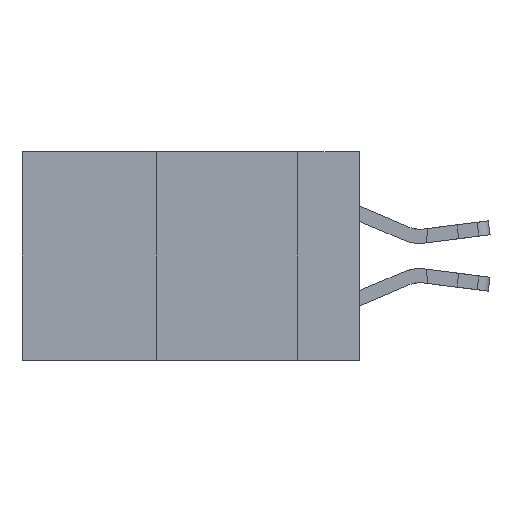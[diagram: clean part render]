
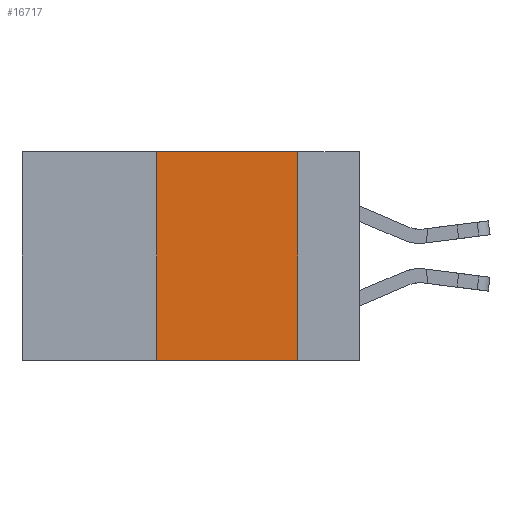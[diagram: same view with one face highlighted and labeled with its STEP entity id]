
A CAD part, left-side view. The second image highlights one B-rep face of the part: STEP entity #16717.
In plain terms, the highlighted planar face has unit normal (-1, 0, 0).
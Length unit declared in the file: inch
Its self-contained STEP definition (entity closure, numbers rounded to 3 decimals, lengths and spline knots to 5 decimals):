
#841 = VERTEX_POINT ( 'NONE', #9683 ) ;
#1108 = VECTOR ( 'NONE', #18839, 39.37008 ) ;
#1653 = FACE_OUTER_BOUND ( 'NONE', #19577, .T. ) ;
#1891 = CARTESIAN_POINT ( 'NONE',  ( 0., 0.36, 0. ) ) ;
#1893 = ORIENTED_EDGE ( 'NONE', *, *, #11333, .F. ) ;
#2503 = VECTOR ( 'NONE', #9690, 39.37008 ) ;
#2721 = CARTESIAN_POINT ( 'NONE',  ( 0., 0.36, 0. ) ) ;
#4846 = CARTESIAN_POINT ( 'NONE',  ( 0., 0.6, 0. ) ) ;
#4902 = VERTEX_POINT ( 'NONE', #18890 ) ;
#5347 = AXIS2_PLACEMENT_3D ( 'NONE', #7977, #14301, #14200 ) ;
#5494 = ORIENTED_EDGE ( 'NONE', *, *, #5854, .F. ) ;
#5530 = VECTOR ( 'NONE', #12642, 39.37008 ) ;
#5854 = EDGE_CURVE ( 'NONE', #841, #9564, #15243, .T. ) ;
#6297 = PLANE ( 'NONE',  #5347 ) ;
#6372 = LINE ( 'NONE', #12927, #19496 ) ;
#7445 = CARTESIAN_POINT ( 'NONE',  ( 0., 0.11, 0. ) ) ;
#7977 = CARTESIAN_POINT ( 'NONE',  ( 0., 0.6, 0. ) ) ;
#9564 = VERTEX_POINT ( 'NONE', #12661 ) ;
#9683 = CARTESIAN_POINT ( 'NONE',  ( 0., 0.11, 0. ) ) ;
#9690 = DIRECTION ( 'NONE',  ( 0., -1., 0. ) ) ;
#11053 = VERTEX_POINT ( 'NONE', #1891 ) ;
#11333 = EDGE_CURVE ( 'NONE', #4902, #11053, #17379, .T. ) ;
#12191 = EDGE_CURVE ( 'NONE', #11053, #841, #19283, .T. ) ;
#12642 = DIRECTION ( 'NONE',  ( 0., 0., 1. ) ) ;
#12661 = CARTESIAN_POINT ( 'NONE',  ( 0., 0.11, -0.37 ) ) ;
#12927 = CARTESIAN_POINT ( 'NONE',  ( 0., 0.6, -0.37 ) ) ;
#14200 = DIRECTION ( 'NONE',  ( 0., 0., -1. ) ) ;
#14301 = DIRECTION ( 'NONE',  ( 1., 0., 0. ) ) ;
#15243 = LINE ( 'NONE', #7445, #1108 ) ;
#15853 = DIRECTION ( 'NONE',  ( 0., -1., 0. ) ) ;
#16286 = ORIENTED_EDGE ( 'NONE', *, *, #12191, .F. ) ;
#16717 = ADVANCED_FACE ( 'NONE', ( #1653 ), #6297, .F. ) ;
#17125 = EDGE_CURVE ( 'NONE', #4902, #9564, #6372, .T. ) ;
#17296 = ORIENTED_EDGE ( 'NONE', *, *, #17125, .T. ) ;
#17379 = LINE ( 'NONE', #2721, #5530 ) ;
#18839 = DIRECTION ( 'NONE',  ( 0., 0., -1. ) ) ;
#18890 = CARTESIAN_POINT ( 'NONE',  ( 0., 0.36, -0.37 ) ) ;
#19283 = LINE ( 'NONE', #4846, #2503 ) ;
#19496 = VECTOR ( 'NONE', #15853, 39.37008 ) ;
#19577 = EDGE_LOOP ( 'NONE', ( #5494, #16286, #1893, #17296 ) ) ;
